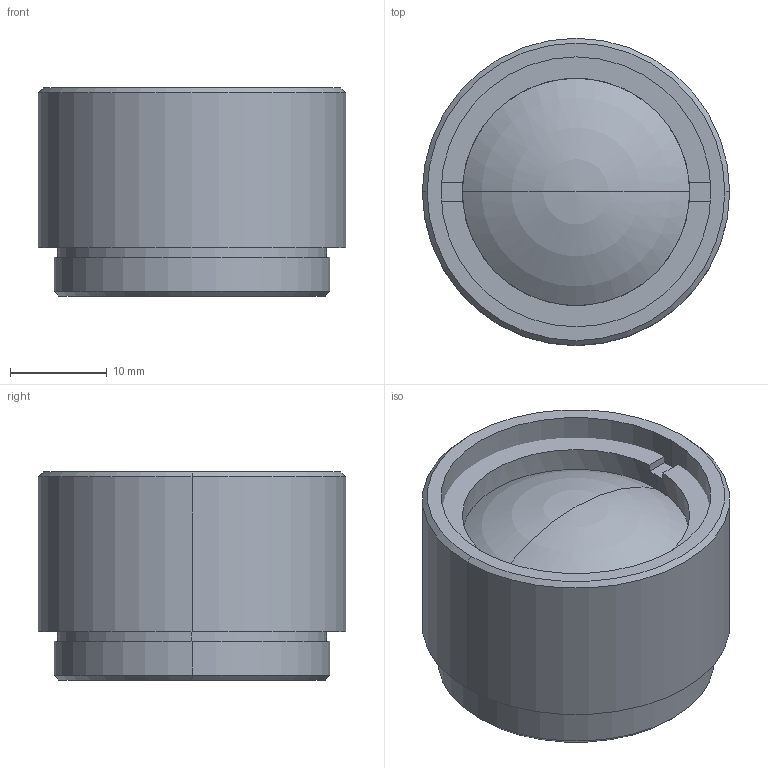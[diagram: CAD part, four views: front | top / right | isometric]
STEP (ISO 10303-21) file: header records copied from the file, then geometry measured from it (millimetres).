
FILE_DESCRIPTION (( 'STEP AP214' ), '1' );
FILE_NAME ('APD-ML25-030-VIS.STEP', '2024-09-14T06:11:58', ( 'Windows User' ), ( 'P R C' ), 'SwSTEP 2.0', 'SolidWorks 2022', '' );
FILE_SCHEMA (( 'AUTOMOTIVE_DESIGN' ));
Length unit declared in the file: millimetre
Products named in the file (4): GL31-025B-030-VIS_Solidworks; APD-ML25-030-VIS; M28.5x0.6ѹȦ; M28.5x0.6假蚾遠PN35021-LM254-D2
Assembly tree (3 placements, depth 2):
  APD-ML25-030-VIS
    M28.5x0.6假蚾遠PN35021-LM254-D2
    GL31-025B-030-VIS_Solidworks
    M28.5x0.6ѹȦ
Bounding box: 31.76 x 31.76 x 21.5 mm (x, y, z)
Volume: 10221.9 mm3; surface area: 8411.5 mm2
Topology: 4 solids, 4 shells, 56 faces, 126 edges, 74 vertices
Faces by surface type: cylinder 22, plane 16, cone 10, sphere 6, torus 2
Entity records: 1661 total; most frequent: DIRECTION 306, CARTESIAN_POINT 248, ORIENTED_EDGE 230, AXIS2_PLACEMENT_3D 129, EDGE_CURVE 115, VERTEX_POINT 71, CIRCLE 67, EDGE_LOOP 64
